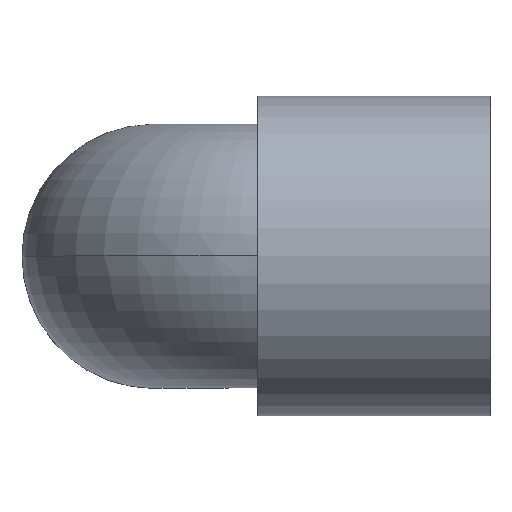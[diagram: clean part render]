
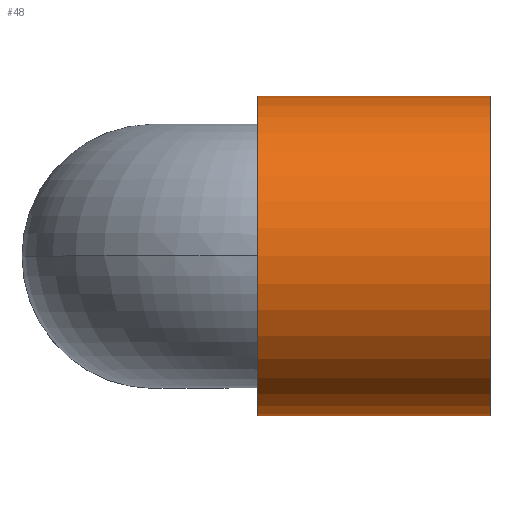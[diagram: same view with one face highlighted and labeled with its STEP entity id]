
A CAD part, top view. The second image highlights one B-rep face of the part: STEP entity #48.
In plain terms, the highlighted cylindrical face has radius 10 mm (diameter 20 mm), a partial arc.
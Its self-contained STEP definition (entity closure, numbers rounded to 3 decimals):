
#48=ADVANCED_FACE('',(#103),#104,.T.);
#103=FACE_OUTER_BOUND('',#166,.T.);
#104=CYLINDRICAL_SURFACE('',#167,10.0);
#166=EDGE_LOOP('',(#239,#240,#241,#242));
#167=AXIS2_PLACEMENT_3D('',#243,#244,#245);
#239=ORIENTED_EDGE('',*,*,#374,.F.);
#240=ORIENTED_EDGE('',*,*,#375,.F.);
#241=ORIENTED_EDGE('',*,*,#376,.F.);
#242=ORIENTED_EDGE('',*,*,#377,.F.);
#243=CARTESIAN_POINT('',(13.741,0.0,19.5));
#244=DIRECTION('',(1.0,0.0,0.0));
#245=DIRECTION('',(0.0,1.0,0.0));
#374=EDGE_CURVE('',#441,#442,#443,.T.);
#375=EDGE_CURVE('',#444,#441,#445,.T.);
#376=EDGE_CURVE('',#446,#444,#447,.T.);
#377=EDGE_CURVE('',#442,#446,#448,.T.);
#441=VERTEX_POINT('',#698);
#442=VERTEX_POINT('',#699);
#443=LINE('',#700,#701);
#444=VERTEX_POINT('',#702);
#445=CIRCLE('',#703,10.0);
#446=VERTEX_POINT('',#704);
#447=LINE('',#705,#706);
#448=CIRCLE('',#707,10.0);
#698=CARTESIAN_POINT('',(6.482,10.0,19.5));
#699=CARTESIAN_POINT('',(21.,10.0,19.5));
#700=CARTESIAN_POINT('',(13.741,10.0,19.5));
#701=VECTOR('',#949,1.0);
#702=CARTESIAN_POINT('',(6.482,-10.0,19.5));
#703=AXIS2_PLACEMENT_3D('',#950,#951,#952);
#704=CARTESIAN_POINT('',(21.,-10.0,19.5));
#705=CARTESIAN_POINT('',(13.741,-10.0,19.5));
#706=VECTOR('',#953,1.0);
#707=AXIS2_PLACEMENT_3D('',#954,#955,#956);
#949=DIRECTION('',(1.0,0.0,0.0));
#950=CARTESIAN_POINT('',(6.482,0.0,19.5));
#951=DIRECTION('',(-1.0,0.0,0.0));
#952=DIRECTION('',(0.0,1.0,0.0));
#953=DIRECTION('',(-1.0,-0.0,-0.0));
#954=CARTESIAN_POINT('',(21.,0.0,19.5));
#955=DIRECTION('',(1.0,0.0,0.0));
#956=DIRECTION('',(0.0,1.0,0.0));
